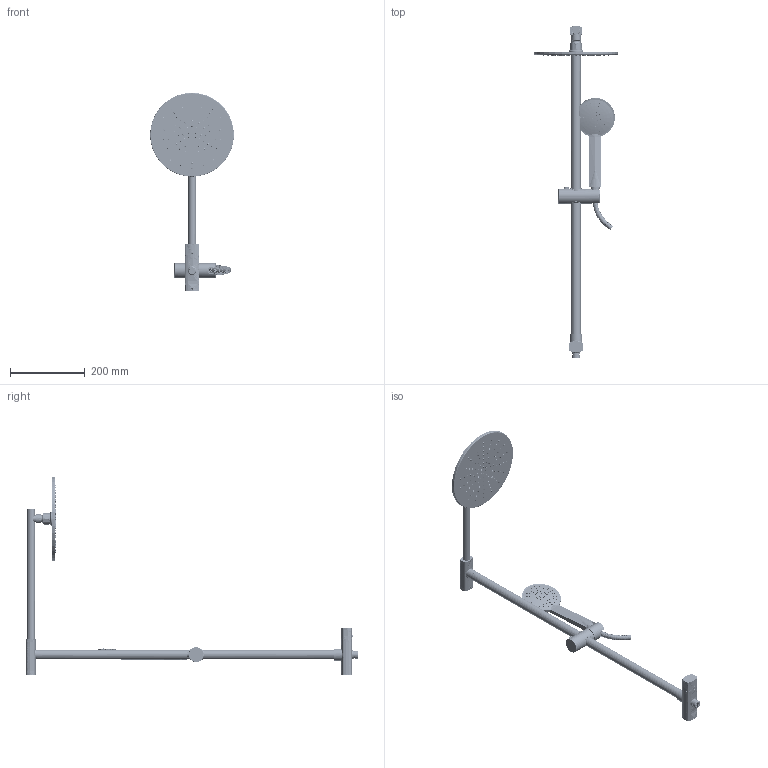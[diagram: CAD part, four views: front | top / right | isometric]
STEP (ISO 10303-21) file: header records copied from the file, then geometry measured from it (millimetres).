
FILE_DESCRIPTION((''),'2;1');
FILE_NAME('ZCOL687CR','2021-11-11T15:18:55',('ut3'),('PAFFONI SpA'),'CREO PARAMETRIC BY PTC INC, 2020044','CREO PARAMETRIC BY PTC INC, 2020044','');
FILE_SCHEMA(('CONFIG_CONTROL_DESIGN','SHAPE_APPEARANCE_LAYERS_GROUPS'));
Products named in the file (1): ZCOL687CR
Bounding box: 225 x 890.63 x 532 mm (x, y, z)
Volume: 716544.9 mm3; surface area: 594423.9 mm2
Topology: 1 solids, 3 shells, 5487 faces, 12978 edges, 7888 vertices
Faces by surface type: cylinder 1810, torus 1613, plane 1350, cone 249, bspline 230, sphere 156, extrusion 79
Entity records: 292333 total; most frequent: CARTESIAN_POINT 127513, DIRECTION 28137, ORIENTED_EDGE 25864, EDGE_CURVE 12932, AXIS2_PLACEMENT_3D 12111, VERTEX_POINT 7886, CIRCLE 6933, EDGE_LOOP 6406
